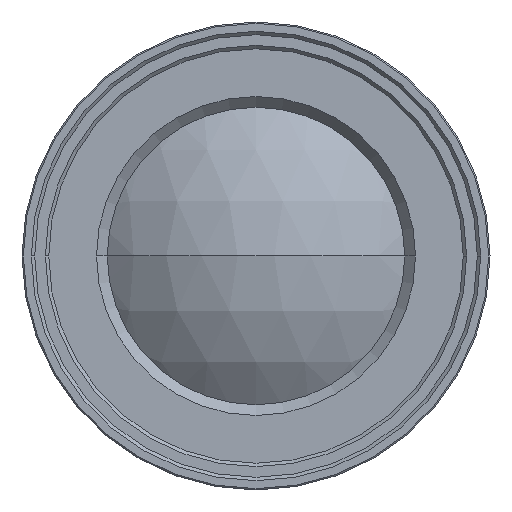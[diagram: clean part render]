
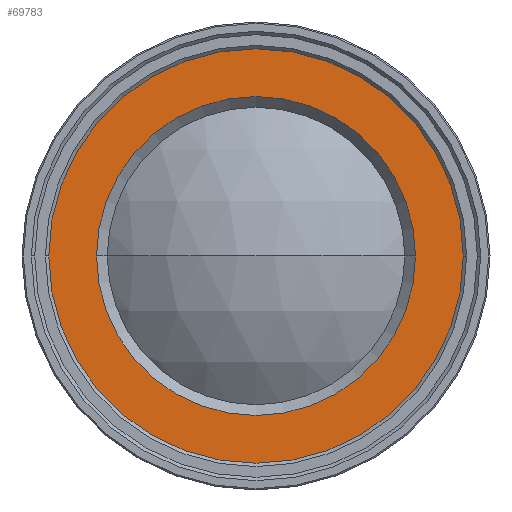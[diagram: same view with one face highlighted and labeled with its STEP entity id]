
A CAD part, left-side view. The second image highlights one B-rep face of the part: STEP entity #69783.
In plain terms, the highlighted planar face has unit normal (-1, 0, 0).
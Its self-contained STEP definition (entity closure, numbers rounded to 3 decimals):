
#674 = DIRECTION ( 'NONE',  ( 0., 1., 0. ) ) ;
#13431 = CARTESIAN_POINT ( 'NONE',  ( -79.397, 0., 0. ) ) ;
#14539 = CARTESIAN_POINT ( 'NONE',  ( -79.397, -23.85, 0. ) ) ;
#14978 = VERTEX_POINT ( 'NONE', #125074 ) ;
#21642 = AXIS2_PLACEMENT_3D ( 'NONE', #28549, #112581, #113245 ) ;
#22078 = CARTESIAN_POINT ( 'NONE',  ( -79.397, 0., 0. ) ) ;
#24462 = DIRECTION ( 'NONE',  ( 0., -1., 0. ) ) ;
#28549 = CARTESIAN_POINT ( 'NONE',  ( -79.397, 0., 0. ) ) ;
#31734 = CARTESIAN_POINT ( 'NONE',  ( -79.397, 31.5, 0. ) ) ;
#36840 = DIRECTION ( 'NONE',  ( 0., 1., 0. ) ) ;
#39927 = EDGE_LOOP ( 'NONE', ( #55270, #81984 ) ) ;
#40224 = PLANE ( 'NONE',  #21642 ) ;
#42540 = CIRCLE ( 'NONE', #64581, 23.85 ) ;
#45813 = DIRECTION ( 'NONE',  ( -1., 0., 0. ) ) ;
#50923 = CIRCLE ( 'NONE', #94975, 31.5 ) ;
#51253 = DIRECTION ( 'NONE',  ( 1., 0., 0. ) ) ;
#55270 = ORIENTED_EDGE ( 'NONE', *, *, #73477, .F. ) ;
#59582 = FACE_BOUND ( 'NONE', #93056, .T. ) ;
#60259 = DIRECTION ( 'NONE',  ( 0., -1., 0. ) ) ;
#63155 = AXIS2_PLACEMENT_3D ( 'NONE', #102926, #51253, #60259 ) ;
#64581 = AXIS2_PLACEMENT_3D ( 'NONE', #13431, #107116, #24462 ) ;
#69783 = ADVANCED_FACE ( 'NONE', ( #91920, #59582 ), #40224, .F. ) ;
#73064 = DIRECTION ( 'NONE',  ( 1., 0., 0. ) ) ;
#73477 = EDGE_CURVE ( 'NONE', #118905, #14978, #50923, .T. ) ;
#77058 = VERTEX_POINT ( 'NONE', #14539 ) ;
#81984 = ORIENTED_EDGE ( 'NONE', *, *, #98635, .F. ) ;
#83462 = EDGE_CURVE ( 'NONE', #77058, #86250, #42540, .T. ) ;
#84811 = CARTESIAN_POINT ( 'NONE',  ( -79.397, 23.85, 0. ) ) ;
#86250 = VERTEX_POINT ( 'NONE', #84811 ) ;
#87533 = ORIENTED_EDGE ( 'NONE', *, *, #102766, .F. ) ;
#91920 = FACE_OUTER_BOUND ( 'NONE', #39927, .T. ) ;
#93056 = EDGE_LOOP ( 'NONE', ( #87533, #118941 ) ) ;
#94975 = AXIS2_PLACEMENT_3D ( 'NONE', #22078, #73064, #674 ) ;
#98039 = CIRCLE ( 'NONE', #117762, 23.85 ) ;
#98635 = EDGE_CURVE ( 'NONE', #14978, #118905, #135695, .T. ) ;
#102766 = EDGE_CURVE ( 'NONE', #86250, #77058, #98039, .T. ) ;
#102926 = CARTESIAN_POINT ( 'NONE',  ( -79.397, 0., 0. ) ) ;
#107116 = DIRECTION ( 'NONE',  ( -1., 0., 0. ) ) ;
#107800 = CARTESIAN_POINT ( 'NONE',  ( -79.397, 0., 0. ) ) ;
#112581 = DIRECTION ( 'NONE',  ( 1., 0., 0. ) ) ;
#113245 = DIRECTION ( 'NONE',  ( 0., 1., 0. ) ) ;
#117762 = AXIS2_PLACEMENT_3D ( 'NONE', #107800, #45813, #36840 ) ;
#118905 = VERTEX_POINT ( 'NONE', #31734 ) ;
#118941 = ORIENTED_EDGE ( 'NONE', *, *, #83462, .F. ) ;
#125074 = CARTESIAN_POINT ( 'NONE',  ( -79.397, -31.5, 0. ) ) ;
#135695 = CIRCLE ( 'NONE', #63155, 31.5 ) ;
